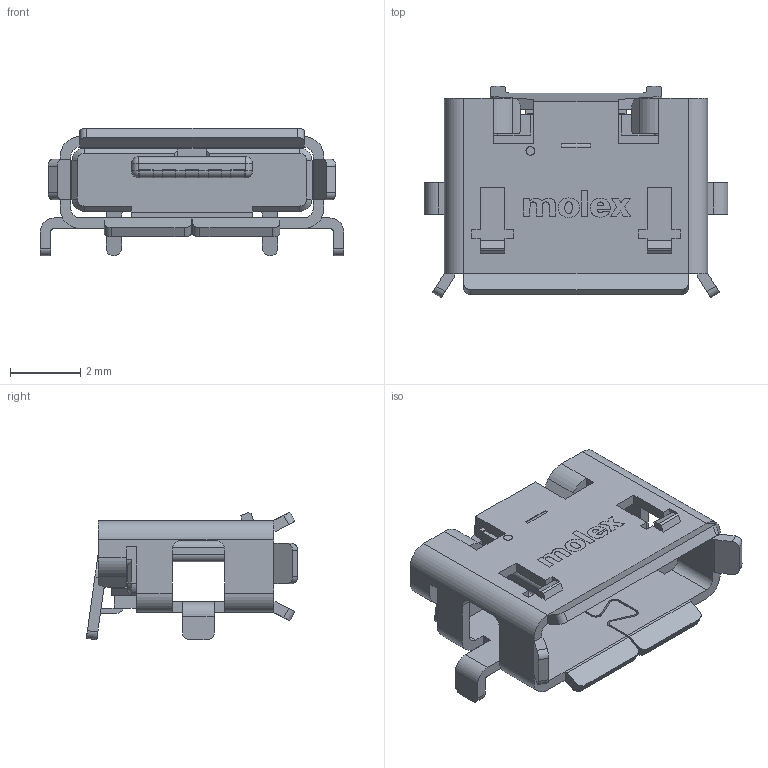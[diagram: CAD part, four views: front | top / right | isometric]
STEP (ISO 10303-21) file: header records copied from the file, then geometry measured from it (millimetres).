
FILE_DESCRIPTION(/* description */ (''),/* implementation_level */ '2;1');
FILE_NAME(/* name */ 'Molex 475890001.stp',/* time_stamp */ '2020-07-22T09:20:05-04:00',/* author */ ('Ricardo'),/* organization */ (''),/* preprocessor_version */ 'ST-DEVELOPER v18',/* originating_system */ 'Autodesk Inventor 2020',/* authorisation */ '');
FILE_SCHEMA (('AUTOMOTIVE_DESIGN { 1 0 10303 214 3 1 1 }'));
Length unit declared in the file: millimetre
Products named in the file (5): Molex 475890001; shell; body; pins; logo
Assembly tree (4 placements, depth 2):
  Molex 475890001
    shell
    body
    pins
    logo
Bounding box: 8.65 x 6.02 x 3.64 mm (x, y, z)
Volume: 45.3 mm3; surface area: 313.5 mm2
Topology: 18 solids, 18 shells, 665 faces, 1814 edges, 1188 vertices
Faces by surface type: plane 468, cylinder 121, bspline 66, cone 6, sphere 4
Full cylindrical faces by diameter (mm): 0.25 x1
Entity records: 21254 total; most frequent: CARTESIAN_POINT 4318, ORIENTED_EDGE 3620, DIRECTION 3254, EDGE_CURVE 1810, LINE 1426, VECTOR 1426, VERTEX_POINT 1188, AXIS2_PLACEMENT_3D 914
